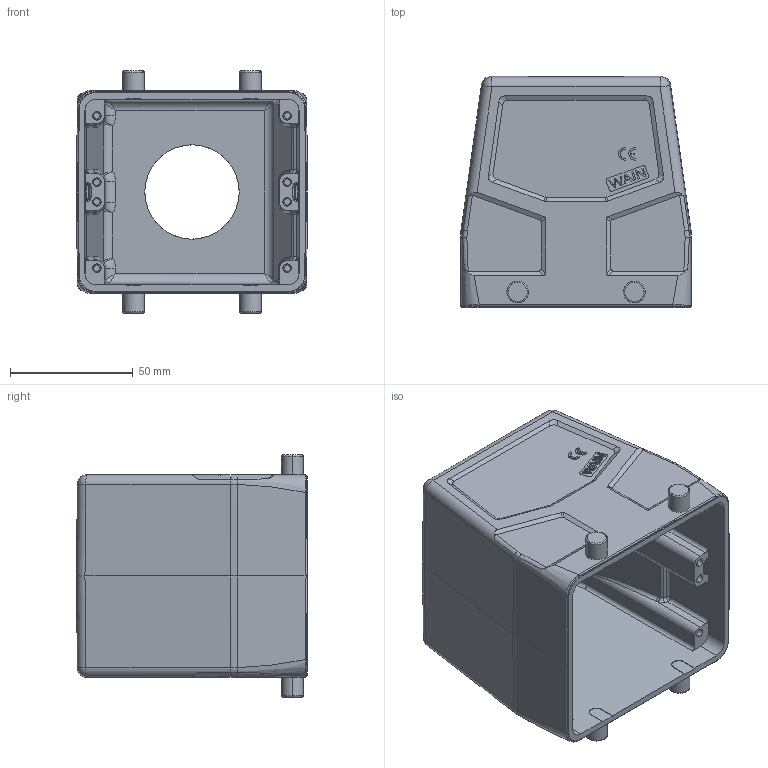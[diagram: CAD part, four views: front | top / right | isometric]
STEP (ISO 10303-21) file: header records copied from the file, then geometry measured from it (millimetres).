
FILE_DESCRIPTION((''),'2;1');
FILE_NAME('3D_1111324301002_W32B-TE-4B-M40','2024-01-13T',('p.yu'),(''),'PRO/ENGINEER BY PARAMETRIC TECHNOLOGY CORPORATION, 2012480','PRO/ENGINEER BY PARAMETRIC TECHNOLOGY CORPORATION, 2012480','');
FILE_SCHEMA(('CONFIG_CONTROL_DESIGN'));
Length unit declared in the file: millimetre
Products named in the file (1): 3D_1111324301002_W32B-TE-4B-M40
Bounding box: 94 x 94 x 98.5 mm (x, y, z)
Volume: 160378.2 mm3; surface area: 71040.8 mm2
Topology: 1 solids, 1 shells, 504 faces, 1304 edges, 820 vertices
Faces by surface type: plane 220, cylinder 170, bspline 52, torus 20, extrusion 20, cone 12, sphere 10
Entity records: 18098 total; most frequent: CARTESIAN_POINT 6392, ORIENTED_EDGE 2572, DIRECTION 2164, EDGE_CURVE 1286, VERTEX_POINT 820, VECTOR 736, LINE 716, AXIS2_PLACEMENT_3D 714
